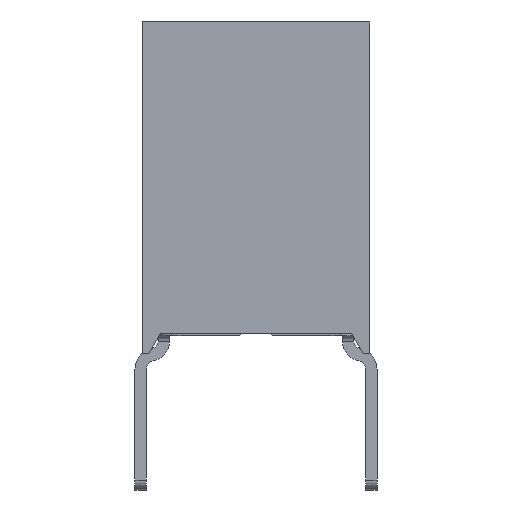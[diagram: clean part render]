
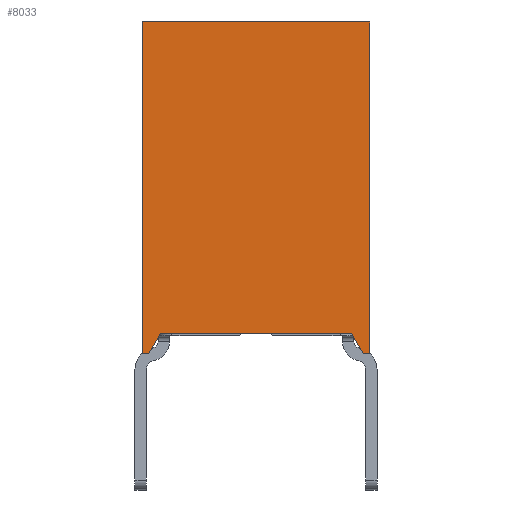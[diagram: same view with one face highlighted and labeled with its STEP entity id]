
A CAD part, left-side view. The second image highlights one B-rep face of the part: STEP entity #8033.
In plain terms, the highlighted planar face has unit normal (-1, 0, 0).
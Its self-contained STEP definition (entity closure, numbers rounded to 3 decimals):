
#3499=DIRECTION('',(0.,0.,1.));
#3500=VECTOR('',#3499,7.3);
#3501=CARTESIAN_POINT('',(0.,5.,-7.3));
#3502=LINE('',#3501,#3500);
#3615=DIRECTION('',(0.,-0.5,0.866));
#3616=VECTOR('',#3615,0.52);
#3617=CARTESIAN_POINT('',(0.,4.86,-7.3));
#3618=LINE('',#3617,#3616);
#3619=DIRECTION('',(0.,1.,0.));
#3620=VECTOR('',#3619,5.);
#3621=CARTESIAN_POINT('',(0.,0.,0.));
#3622=LINE('',#3621,#3620);
#3623=DIRECTION('',(0.,0.,1.));
#3624=VECTOR('',#3623,7.3);
#3625=CARTESIAN_POINT('',(0.,0.,-7.3));
#3626=LINE('',#3625,#3624);
#3627=DIRECTION('',(0.,-0.5,-0.866));
#3628=VECTOR('',#3627,0.52);
#3629=CARTESIAN_POINT('',(0.,0.4,-6.85));
#3630=LINE('',#3629,#3628);
#3719=DIRECTION('',(0.,1.,0.));
#3720=VECTOR('',#3719,4.2);
#3721=CARTESIAN_POINT('',(0.,0.4,-6.85));
#3722=LINE('',#3721,#3720);
#4108=DIRECTION('',(0.,1.,0.));
#4109=VECTOR('',#4108,0.14);
#4110=CARTESIAN_POINT('',(0.,4.86,-7.3));
#4111=LINE('',#4110,#4109);
#5116=DIRECTION('',(0.,1.,0.));
#5117=VECTOR('',#5116,0.14);
#5118=CARTESIAN_POINT('',(0.,0.,-7.3));
#5119=LINE('',#5118,#5117);
#6667=CARTESIAN_POINT('',(0.,5.,0.));
#6668=VERTEX_POINT('',#6667);
#6669=CARTESIAN_POINT('',(0.,0.,0.));
#6670=VERTEX_POINT('',#6669);
#6739=CARTESIAN_POINT('',(0.,0.4,-6.85));
#6740=VERTEX_POINT('',#6739);
#6741=CARTESIAN_POINT('',(0.,4.6,-6.85));
#6742=VERTEX_POINT('',#6741);
#6859=CARTESIAN_POINT('',(0.,5.,-7.3));
#6860=VERTEX_POINT('',#6859);
#6869=CARTESIAN_POINT('',(0.,0.,-7.3));
#6870=VERTEX_POINT('',#6869);
#6981=CARTESIAN_POINT('',(0.,0.14,-7.3));
#6982=VERTEX_POINT('',#6981);
#6983=CARTESIAN_POINT('',(0.,4.86,-7.3));
#6984=VERTEX_POINT('',#6983);
#8013=CARTESIAN_POINT('',(0.,0.,0.));
#8014=DIRECTION('',(1.,0.,0.));
#8015=DIRECTION('',(0.,0.,-1.));
#8016=AXIS2_PLACEMENT_3D('',#8013,#8014,#8015);
#8017=PLANE('',#8016);
#8019=ORIENTED_EDGE('',*,*,#8018,.T.);
#8021=ORIENTED_EDGE('',*,*,#8020,.F.);
#8023=ORIENTED_EDGE('',*,*,#8022,.T.);
#8024=ORIENTED_EDGE('',*,*,#7872,.T.);
#8025=ORIENTED_EDGE('',*,*,#7564,.F.);
#8026=ORIENTED_EDGE('',*,*,#7808,.F.);
#8028=ORIENTED_EDGE('',*,*,#8027,.T.);
#8030=ORIENTED_EDGE('',*,*,#8029,.F.);
#8031=EDGE_LOOP('',(#8019,#8021,#8023,#8024,#8025,#8026,#8028,#8030));
#8032=FACE_OUTER_BOUND('',#8031,.F.);
#8033=ADVANCED_FACE('',(#8032),#8017,.F.);
#7564=EDGE_CURVE('',#6670,#6668,#3622,.T.);
#7808=EDGE_CURVE('',#6870,#6670,#3626,.T.);
#7872=EDGE_CURVE('',#6860,#6668,#3502,.T.);
#8018=EDGE_CURVE('',#6740,#6742,#3722,.T.);
#8020=EDGE_CURVE('',#6984,#6742,#3618,.T.);
#8022=EDGE_CURVE('',#6984,#6860,#4111,.T.);
#8027=EDGE_CURVE('',#6870,#6982,#5119,.T.);
#8029=EDGE_CURVE('',#6740,#6982,#3630,.T.);
